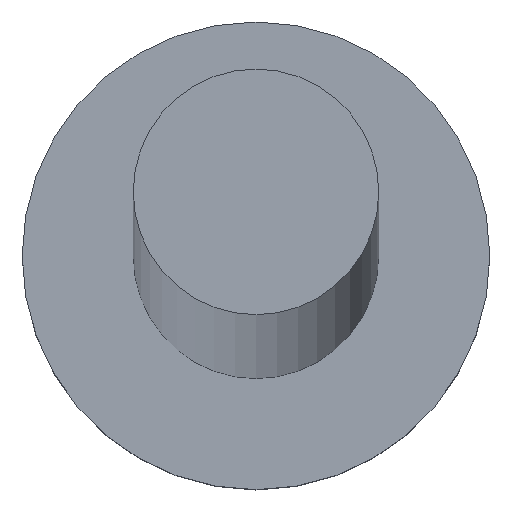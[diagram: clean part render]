
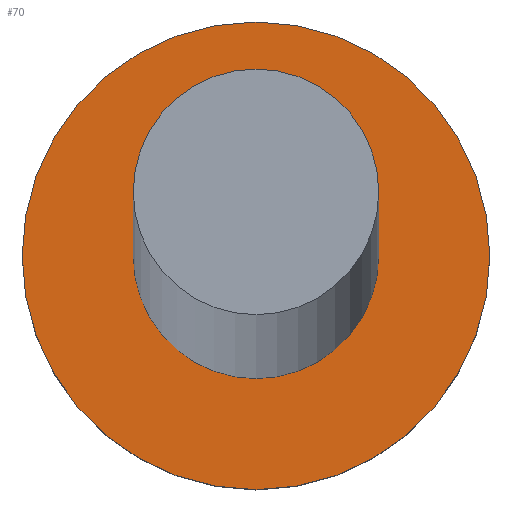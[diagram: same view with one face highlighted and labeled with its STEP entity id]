
A CAD part, top view. The second image highlights one B-rep face of the part: STEP entity #70.
In plain terms, the highlighted planar face has unit normal (0, 0, 1).
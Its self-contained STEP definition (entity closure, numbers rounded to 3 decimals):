
#1 = DIRECTION ( 'NONE',  ( 1., 0., 0. ) ) ;
#2 = CARTESIAN_POINT ( 'NONE',  ( -4., 0., 3. ) ) ;
#6 = CARTESIAN_POINT ( 'NONE',  ( 0., 0., 3. ) ) ;
#9 = AXIS2_PLACEMENT_3D ( 'NONE', #48, #29, #150 ) ;
#10 = EDGE_LOOP ( 'NONE', ( #122, #12 ) ) ;
#12 = ORIENTED_EDGE ( 'NONE', *, *, #228, .T. ) ;
#15 = VERTEX_POINT ( 'NONE', #23 ) ;
#16 = CIRCLE ( 'NONE', #184, 2.1 ) ;
#18 = EDGE_LOOP ( 'NONE', ( #139, #250 ) ) ;
#19 = CARTESIAN_POINT ( 'NONE',  ( 2.1, 0., 3. ) ) ;
#23 = CARTESIAN_POINT ( 'NONE',  ( 4., 0., 3. ) ) ;
#29 = DIRECTION ( 'NONE',  ( 0., 0., 1. ) ) ;
#31 = AXIS2_PLACEMENT_3D ( 'NONE', #61, #41, #1 ) ;
#33 = VERTEX_POINT ( 'NONE', #2 ) ;
#41 = DIRECTION ( 'NONE',  ( 0., 0., 1. ) ) ;
#48 = CARTESIAN_POINT ( 'NONE',  ( 0., 0., 3. ) ) ;
#57 = VERTEX_POINT ( 'NONE', #19 ) ;
#61 = CARTESIAN_POINT ( 'NONE',  ( 0., 0., 3. ) ) ;
#63 = DIRECTION ( 'NONE',  ( 1., 0., 0. ) ) ;
#70 = ADVANCED_FACE ( 'NONE', ( #84, #162 ), #164, .T. ) ;
#71 = CIRCLE ( 'NONE', #152, 2.1 ) ;
#74 = CIRCLE ( 'NONE', #155, 4. ) ;
#82 = EDGE_CURVE ( 'NONE', #33, #15, #74, .T. ) ;
#84 = FACE_BOUND ( 'NONE', #18, .T. ) ;
#96 = VERTEX_POINT ( 'NONE', #146 ) ;
#108 = EDGE_CURVE ( 'NONE', #96, #57, #16, .T. ) ;
#122 = ORIENTED_EDGE ( 'NONE', *, *, #82, .T. ) ;
#127 = CARTESIAN_POINT ( 'NONE',  ( 0., 0., 3. ) ) ;
#129 = CIRCLE ( 'NONE', #9, 4. ) ;
#139 = ORIENTED_EDGE ( 'NONE', *, *, #108, .F. ) ;
#146 = CARTESIAN_POINT ( 'NONE',  ( -2.1, 0., 3. ) ) ;
#150 = DIRECTION ( 'NONE',  ( 1., 0., 0. ) ) ;
#152 = AXIS2_PLACEMENT_3D ( 'NONE', #6, #229, #193 ) ;
#154 = EDGE_CURVE ( 'NONE', #57, #96, #71, .T. ) ;
#155 = AXIS2_PLACEMENT_3D ( 'NONE', #166, #240, #63 ) ;
#158 = DIRECTION ( 'NONE',  ( 1., 0., 0. ) ) ;
#162 = FACE_OUTER_BOUND ( 'NONE', #10, .T. ) ;
#164 = PLANE ( 'NONE',  #31 ) ;
#166 = CARTESIAN_POINT ( 'NONE',  ( 0., 0., 3. ) ) ;
#184 = AXIS2_PLACEMENT_3D ( 'NONE', #127, #207, #158 ) ;
#193 = DIRECTION ( 'NONE',  ( 1., 0., 0. ) ) ;
#207 = DIRECTION ( 'NONE',  ( 0., 0., 1. ) ) ;
#228 = EDGE_CURVE ( 'NONE', #15, #33, #129, .T. ) ;
#229 = DIRECTION ( 'NONE',  ( 0., 0., 1. ) ) ;
#240 = DIRECTION ( 'NONE',  ( 0., 0., 1. ) ) ;
#250 = ORIENTED_EDGE ( 'NONE', *, *, #154, .F. ) ;
